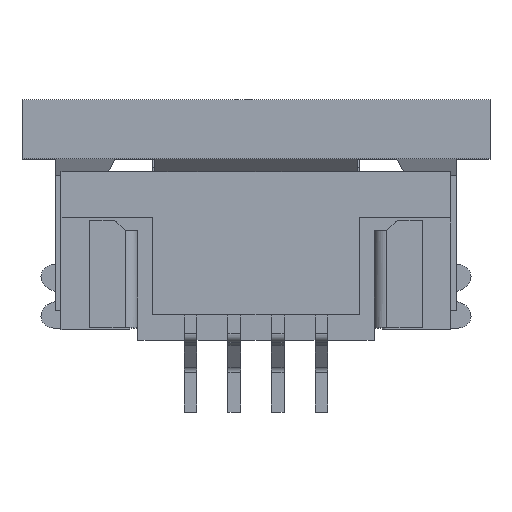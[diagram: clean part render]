
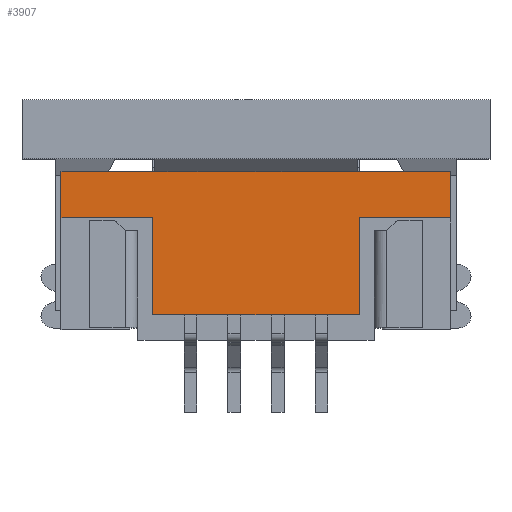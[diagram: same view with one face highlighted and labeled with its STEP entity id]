
A CAD part, top view. The second image highlights one B-rep face of the part: STEP entity #3907.
In plain terms, the highlighted planar face has unit normal (0, 0, 1).
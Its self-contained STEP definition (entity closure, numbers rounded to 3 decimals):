
#2000 = EDGE_CURVE('',#2001,#2003,#2005,.T.);
#2001 = VERTEX_POINT('',#2002);
#2002 = CARTESIAN_POINT('',(-2.45,-2.1,2.5));
#2003 = VERTEX_POINT('',#2004);
#2004 = CARTESIAN_POINT('',(2.45,-2.1,2.5));
#2005 = LINE('',#2006,#2007);
#2006 = CARTESIAN_POINT('',(-2.45,-2.1,2.5));
#2007 = VECTOR('',#2008,1.);
#2008 = DIRECTION('',(1.,0.,0.));
#2756 = VERTEX_POINT('',#2757);
#2757 = CARTESIAN_POINT('',(-4.625,1.3,2.5));
#2763 = EDGE_CURVE('',#2756,#2764,#2766,.T.);
#2764 = VERTEX_POINT('',#2765);
#2765 = CARTESIAN_POINT('',(4.625,1.3,2.5));
#2766 = LINE('',#2767,#2768);
#2767 = CARTESIAN_POINT('',(-4.625,1.3,2.5));
#2768 = VECTOR('',#2769,1.);
#2769 = DIRECTION('',(1.,0.,0.));
#3907 = ADVANCED_FACE('',(#3908),#3956,.F.);
#3908 = FACE_BOUND('',#3909,.F.);
#3909 = EDGE_LOOP('',(#3910,#3918,#3919,#3927,#3935,#3941,#3942,#3950));
#3910 = ORIENTED_EDGE('',*,*,#3911,.T.);
#3911 = EDGE_CURVE('',#3912,#2756,#3914,.T.);
#3912 = VERTEX_POINT('',#3913);
#3913 = CARTESIAN_POINT('',(-4.625,0.2,2.5));
#3914 = LINE('',#3915,#3916);
#3915 = CARTESIAN_POINT('',(-4.625,-2.7,2.5));
#3916 = VECTOR('',#3917,1.);
#3917 = DIRECTION('',(0.,1.,0.));
#3918 = ORIENTED_EDGE('',*,*,#2763,.T.);
#3919 = ORIENTED_EDGE('',*,*,#3920,.T.);
#3920 = EDGE_CURVE('',#2764,#3921,#3923,.T.);
#3921 = VERTEX_POINT('',#3922);
#3922 = CARTESIAN_POINT('',(4.625,0.2,2.5));
#3923 = LINE('',#3924,#3925);
#3924 = CARTESIAN_POINT('',(4.625,2.7,2.5));
#3925 = VECTOR('',#3926,1.);
#3926 = DIRECTION('',(0.,-1.,0.));
#3927 = ORIENTED_EDGE('',*,*,#3928,.F.);
#3928 = EDGE_CURVE('',#3929,#3921,#3931,.T.);
#3929 = VERTEX_POINT('',#3930);
#3930 = CARTESIAN_POINT('',(2.45,0.2,2.5));
#3931 = LINE('',#3932,#3933);
#3932 = CARTESIAN_POINT('',(2.45,0.2,2.5));
#3933 = VECTOR('',#3934,1.);
#3934 = DIRECTION('',(1.,0.,0.));
#3935 = ORIENTED_EDGE('',*,*,#3936,.F.);
#3936 = EDGE_CURVE('',#2003,#3929,#3937,.T.);
#3937 = LINE('',#3938,#3939);
#3938 = CARTESIAN_POINT('',(2.45,-2.1,2.5));
#3939 = VECTOR('',#3940,1.);
#3940 = DIRECTION('',(0.,1.,0.));
#3941 = ORIENTED_EDGE('',*,*,#2000,.F.);
#3942 = ORIENTED_EDGE('',*,*,#3943,.F.);
#3943 = EDGE_CURVE('',#3944,#2001,#3946,.T.);
#3944 = VERTEX_POINT('',#3945);
#3945 = CARTESIAN_POINT('',(-2.45,0.2,2.5));
#3946 = LINE('',#3947,#3948);
#3947 = CARTESIAN_POINT('',(-2.45,0.2,2.5));
#3948 = VECTOR('',#3949,1.);
#3949 = DIRECTION('',(0.,-1.,0.));
#3950 = ORIENTED_EDGE('',*,*,#3951,.F.);
#3951 = EDGE_CURVE('',#3912,#3944,#3952,.T.);
#3952 = LINE('',#3953,#3954);
#3953 = CARTESIAN_POINT('',(-4.625,0.2,2.5));
#3954 = VECTOR('',#3955,1.);
#3955 = DIRECTION('',(1.,0.,0.));
#3956 = PLANE('',#3957);
#3957 = AXIS2_PLACEMENT_3D('',#3958,#3959,#3960);
#3958 = CARTESIAN_POINT('',(0.,0.,2.5));
#3959 = DIRECTION('',(-0.,-0.,-1.));
#3960 = DIRECTION('',(-1.,0.,0.));
